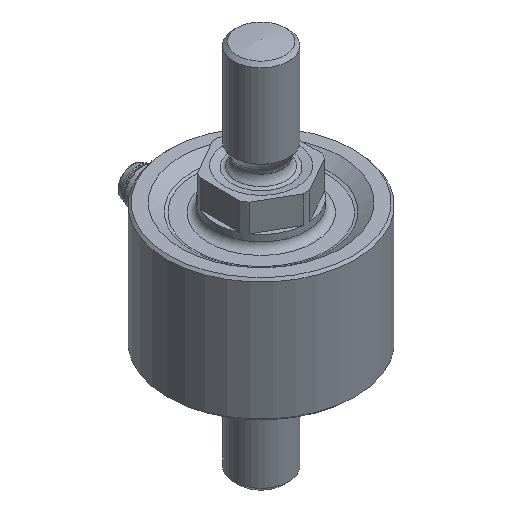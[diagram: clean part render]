
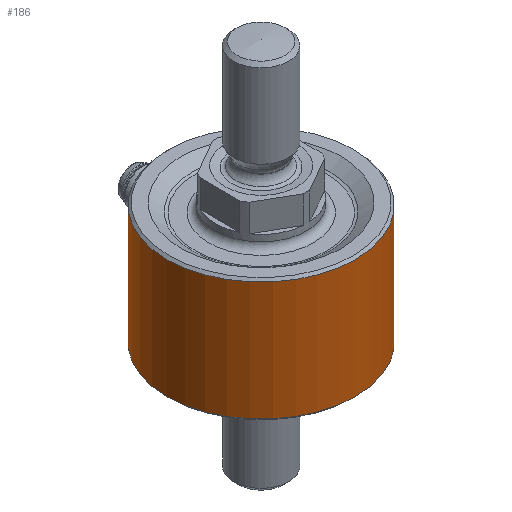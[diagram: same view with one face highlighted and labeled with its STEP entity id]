
A CAD part, isometric view. The second image highlights one B-rep face of the part: STEP entity #186.
In plain terms, the highlighted cylindrical face has radius 20.65 mm (diameter 41.3 mm), a full revolution.
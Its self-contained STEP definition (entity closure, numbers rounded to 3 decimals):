
#186 = ADVANCED_FACE( '', ( #543, #544, #545 ), #546, .T. );
#543 = FACE_BOUND( '', #1107, .T. );
#544 = FACE_OUTER_BOUND( '', #1108, .T. );
#545 = FACE_OUTER_BOUND( '', #1109, .T. );
#546 = CYLINDRICAL_SURFACE( '', #1110, 20.65 );
#1107 = EDGE_LOOP( '', ( #1811 ) );
#1108 = EDGE_LOOP( '', ( #1812 ) );
#1109 = EDGE_LOOP( '', ( #1813 ) );
#1110 = AXIS2_PLACEMENT_3D( '', #1814, #1815, #1816 );
#1811 = ORIENTED_EDGE( '', *, *, #2530, .T. );
#1812 = ORIENTED_EDGE( '', *, *, #2531, .T. );
#1813 = ORIENTED_EDGE( '', *, *, #2532, .T. );
#1814 = CARTESIAN_POINT( '', ( 0., 0., 13.5 ) );
#1815 = DIRECTION( '', ( 0., 0., -1. ) );
#1816 = DIRECTION( '', ( -1., 0., 0. ) );
#2530 = EDGE_CURVE( '', #2708, #2708, #2709, .T. );
#2531 = EDGE_CURVE( '', #2710, #2710, #2711, .T. );
#2532 = EDGE_CURVE( '', #2712, #2712, #2713, .F. );
#2708 = VERTEX_POINT( '', #2942 );
#2709 = B_SPLINE_CURVE_WITH_KNOTS( '', 3, ( #2943, #2944, #2945, #2946, #2947, #2948, #2949, #2950, #2951, #2952, #2953, #2954, #2955, #2956, #2957, #2958, #2959, #2960, #2961, #2962, #2963, #2964, #2965, #2966, #2967, #2968, #2969, #2970, #2971, #2972, #2973, #2974, #2975, #2976, #2977, #2978, #2979, #2980, #2981, #2982, #2983, #2984, #2985, #2986, #2987, #2988, #2989, #2990, #2991, #2992, #2993, #2994, #2995, #2996, #2997, #2998, #2999, #3000, #3001, #3002, #3003, #3004, #3005, #3006, #3007, #3008 ), .UNSPECIFIED., .T., .F., ( 2, 2, 2, 2, 2, 2, 2, 2, 2, 2, 2, 2, 2, 2, 2, 2, 2, 2, 2, 2, 2, 2, 2, 2, 2, 2, 2, 2, 2, 2, 2, 2, 2, 2, 2 ), ( -0.001, 0., 0.001, 0.002, 0.002, 0.003, 0.004, 0.005, 0.005, 0.006, 0.007, 0.008, 0.009, 0.009, 0.01, 0.011, 0.012, 0.013, 0.013, 0.014, 0.015, 0.016, 0.016, 0.017, 0.018, 0.019, 0.02, 0.02, 0.021, 0.022, 0.023, 0.024, 0.024, 0.025, 0.026 ), .UNSPECIFIED. );
#2710 = VERTEX_POINT( '', #3009 );
#2711 = CIRCLE( '', #3010, 20.65 );
#2712 = VERTEX_POINT( '', #3011 );
#2713 = CIRCLE( '', #3012, 20.65 );
#2942 = CARTESIAN_POINT( '', ( 0., 20.65, 10. ) );
#2943 = CARTESIAN_POINT( '', ( -0.265, 20.65, 10. ) );
#2944 = CARTESIAN_POINT( '', ( 0.265, 20.65, 10. ) );
#2945 = CARTESIAN_POINT( '', ( 0.525, 20.645, 10.026 ) );
#2946 = CARTESIAN_POINT( '', ( 1.037, 20.626, 10.128 ) );
#2947 = CARTESIAN_POINT( '', ( 1.292, 20.611, 10.205 ) );
#2948 = CARTESIAN_POINT( '', ( 1.776, 20.575, 10.406 ) );
#2949 = CARTESIAN_POINT( '', ( 2.005, 20.554, 10.529 ) );
#2950 = CARTESIAN_POINT( '', ( 2.44, 20.507, 10.819 ) );
#2951 = CARTESIAN_POINT( '', ( 2.645, 20.481, 10.988 ) );
#2952 = CARTESIAN_POINT( '', ( 3.013, 20.43, 11.356 ) );
#2953 = CARTESIAN_POINT( '', ( 3.178, 20.405, 11.557 ) );
#2954 = CARTESIAN_POINT( '', ( 3.471, 20.357, 11.994 ) );
#2955 = CARTESIAN_POINT( '', ( 3.594, 20.335, 12.226 ) );
#2956 = CARTESIAN_POINT( '', ( 3.794, 20.299, 12.707 ) );
#2957 = CARTESIAN_POINT( '', ( 3.871, 20.284, 12.96 ) );
#2958 = CARTESIAN_POINT( '', ( 3.974, 20.264, 13.476 ) );
#2959 = CARTESIAN_POINT( '', ( 4., 20.259, 13.736 ) );
#2960 = CARTESIAN_POINT( '', ( 4., 20.259, 14.259 ) );
#2961 = CARTESIAN_POINT( '', ( 3.974, 20.264, 14.525 ) );
#2962 = CARTESIAN_POINT( '', ( 3.872, 20.284, 15.038 ) );
#2963 = CARTESIAN_POINT( '', ( 3.796, 20.298, 15.288 ) );
#2964 = CARTESIAN_POINT( '', ( 3.595, 20.335, 15.773 ) );
#2965 = CARTESIAN_POINT( '', ( 3.47, 20.357, 16.006 ) );
#2966 = CARTESIAN_POINT( '', ( 3.181, 20.404, 16.439 ) );
#2967 = CARTESIAN_POINT( '', ( 3.015, 20.43, 16.642 ) );
#2968 = CARTESIAN_POINT( '', ( 2.643, 20.481, 17.014 ) );
#2969 = CARTESIAN_POINT( '', ( 2.442, 20.506, 17.179 ) );
#2970 = CARTESIAN_POINT( '', ( 2.009, 20.553, 17.468 ) );
#2971 = CARTESIAN_POINT( '', ( 1.775, 20.575, 17.594 ) );
#2972 = CARTESIAN_POINT( '', ( 1.292, 20.611, 17.795 ) );
#2973 = CARTESIAN_POINT( '', ( 1.042, 20.625, 17.871 ) );
#2974 = CARTESIAN_POINT( '', ( 0.528, 20.645, 17.974 ) );
#2975 = CARTESIAN_POINT( '', ( 0.263, 20.65, 18. ) );
#2976 = CARTESIAN_POINT( '', ( -0.26, 20.65, 18. ) );
#2977 = CARTESIAN_POINT( '', ( -0.52, 20.645, 17.975 ) );
#2978 = CARTESIAN_POINT( '', ( -1.038, 20.626, 17.872 ) );
#2979 = CARTESIAN_POINT( '', ( -1.29, 20.611, 17.795 ) );
#2980 = CARTESIAN_POINT( '', ( -1.771, 20.575, 17.596 ) );
#2981 = CARTESIAN_POINT( '', ( -2.005, 20.554, 17.471 ) );
#2982 = CARTESIAN_POINT( '', ( -2.44, 20.506, 17.18 ) );
#2983 = CARTESIAN_POINT( '', ( -2.641, 20.481, 17.015 ) );
#2984 = CARTESIAN_POINT( '', ( -3.01, 20.43, 16.647 ) );
#2985 = CARTESIAN_POINT( '', ( -3.179, 20.404, 16.441 ) );
#2986 = CARTESIAN_POINT( '', ( -3.469, 20.357, 16.008 ) );
#2987 = CARTESIAN_POINT( '', ( -3.592, 20.335, 15.779 ) );
#2988 = CARTESIAN_POINT( '', ( -3.794, 20.299, 15.294 ) );
#2989 = CARTESIAN_POINT( '', ( -3.871, 20.284, 15.041 ) );
#2990 = CARTESIAN_POINT( '', ( -3.973, 20.264, 14.529 ) );
#2991 = CARTESIAN_POINT( '', ( -4., 20.259, 14.267 ) );
#2992 = CARTESIAN_POINT( '', ( -4., 20.259, 13.739 ) );
#2993 = CARTESIAN_POINT( '', ( -3.974, 20.264, 13.479 ) );
#2994 = CARTESIAN_POINT( '', ( -3.873, 20.284, 12.966 ) );
#2995 = CARTESIAN_POINT( '', ( -3.796, 20.298, 12.711 ) );
#2996 = CARTESIAN_POINT( '', ( -3.595, 20.335, 12.228 ) );
#2997 = CARTESIAN_POINT( '', ( -3.473, 20.356, 11.998 ) );
#2998 = CARTESIAN_POINT( '', ( -3.182, 20.404, 11.562 ) );
#2999 = CARTESIAN_POINT( '', ( -3.014, 20.43, 11.358 ) );
#3000 = CARTESIAN_POINT( '', ( -2.647, 20.481, 10.99 ) );
#3001 = CARTESIAN_POINT( '', ( -2.446, 20.506, 10.824 ) );
#3002 = CARTESIAN_POINT( '', ( -2.007, 20.553, 10.53 ) );
#3003 = CARTESIAN_POINT( '', ( -1.777, 20.575, 10.407 ) );
#3004 = CARTESIAN_POINT( '', ( -1.296, 20.611, 10.207 ) );
#3005 = CARTESIAN_POINT( '', ( -1.043, 20.625, 10.129 ) );
#3006 = CARTESIAN_POINT( '', ( -0.526, 20.645, 10.026 ) );
#3007 = CARTESIAN_POINT( '', ( -0.265, 20.65, 10. ) );
#3008 = CARTESIAN_POINT( '', ( 0.265, 20.65, 10. ) );
#3009 = CARTESIAN_POINT( '', ( 20.65, 0., 23.5 ) );
#3010 = AXIS2_PLACEMENT_3D( '', #3262, #3263, #3264 );
#3011 = CARTESIAN_POINT( '', ( 20.65, 0., -2.5 ) );
#3012 = AXIS2_PLACEMENT_3D( '', #3265, #3266, #3267 );
#3262 = CARTESIAN_POINT( '', ( 0., 0., 23.5 ) );
#3263 = DIRECTION( '', ( 0., 0., -1. ) );
#3264 = DIRECTION( '', ( 1., 0., 0. ) );
#3265 = CARTESIAN_POINT( '', ( 0., 0., -2.5 ) );
#3266 = DIRECTION( '', ( 0., 0., -1. ) );
#3267 = DIRECTION( '', ( 1., 0., 0. ) );
